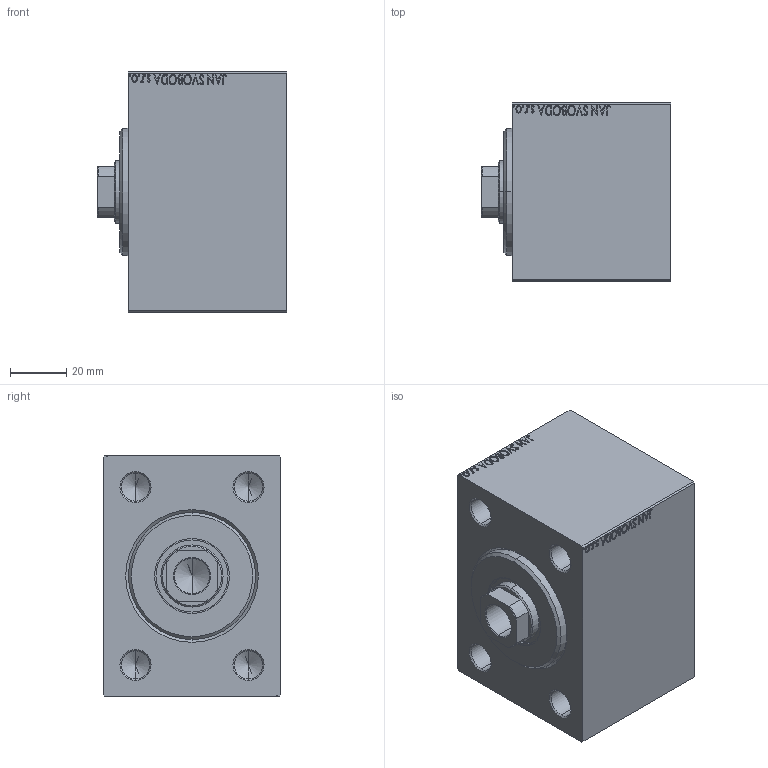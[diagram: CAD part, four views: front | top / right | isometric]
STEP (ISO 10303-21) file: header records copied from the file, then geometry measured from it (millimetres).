
FILE_DESCRIPTION (( 'STEP AP203' ), '1' );
FILE_NAME ('9117.STEP', '2021-11-02T02:39:57', ( '' ), ( '' ), 'SwSTEP 2.0', 'SolidWorks 2019', '' );
FILE_SCHEMA (( 'CONFIG_CONTROL_DESIGN' ));
Length unit declared in the file: millimetre
Products named in the file (4): V450CM_B 4442c24f2981b4fe32c13e13d3b71f7b; 9117; V450CM_VC_B 4442c24f2981b4fe32c13e13d3b71f7b; V450CM_B_VCP 4442c24f2981b4fe32c13e13d3b71f7b
Assembly tree (3 placements, depth 2):
  9117
    V450CM_B 4442c24f2981b4fe32c13e13d3b71f7b
    V450CM_B_VCP 4442c24f2981b4fe32c13e13d3b71f7b
    V450CM_VC_B 4442c24f2981b4fe32c13e13d3b71f7b
Bounding box: 67 x 63 x 85 mm (x, y, z)
Volume: 278625.6 mm3; surface area: 55964.6 mm2
Topology: 3 solids, 3 shells, 880 faces, 2259 edges, 1479 vertices
Faces by surface type: plane 403, bspline 380, cylinder 51, cone 46
Entity records: 44532 total; most frequent: CARTESIAN_POINT 25366, ORIENTED_EDGE 4482, DIRECTION 2602, EDGE_CURVE 2241, VERTEX_POINT 1479, LINE 1332, VECTOR 1332, EDGE_LOOP 994
